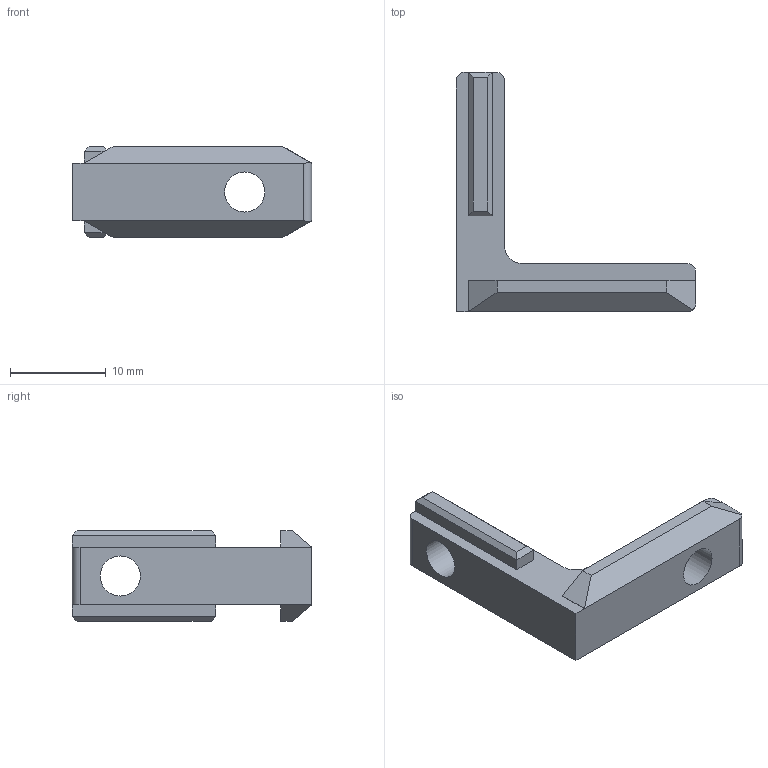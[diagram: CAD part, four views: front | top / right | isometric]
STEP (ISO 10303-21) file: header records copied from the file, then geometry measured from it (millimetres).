
FILE_DESCRIPTION(/* description */ (''),/* implementation_level */ '2;1');
FILE_NAME(/* name */ 'c1765728-e1fe-4006-977f-e6448ab6aedc.stp',/* time_stamp */ '2025-06-29T06:42:50Z',/* author */ (''),/* organization */ (''),/* preprocessor_version */ 'ST-DEVELOPER v20.1',/* originating_system */ 'Autodesk Translation Framework v14.10.0.0',/* authorisation */ '');
FILE_SCHEMA (('AUTOMOTIVE_DESIGN { 1 0 10303 214 3 1 1 }'));
Length unit declared in the file: millimetre
Products named in the file (1): CTI20-01 - Cantoneira interna base 20 v-slot
Bounding box: 25 x 25 x 9.5 mm (x, y, z)
Volume: 1503.8 mm3; surface area: 1319.7 mm2
Topology: 1 solids, 1 shells, 43 faces, 115 edges, 74 vertices
Faces by surface type: plane 36, cylinder 7
Full cylindrical faces by diameter (mm): 4.2 x2
Entity records: 1362 total; most frequent: CARTESIAN_POINT 233, ORIENTED_EDGE 230, DIRECTION 219, EDGE_CURVE 115, LINE 99, VECTOR 99, VERTEX_POINT 74, AXIS2_PLACEMENT_3D 60
